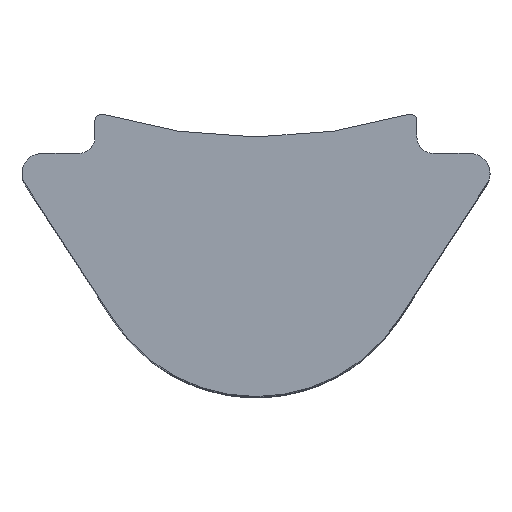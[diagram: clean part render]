
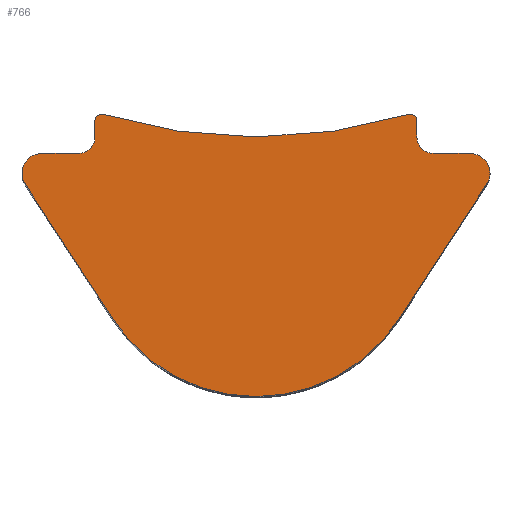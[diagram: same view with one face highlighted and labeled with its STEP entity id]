
A CAD part, top view. The second image highlights one B-rep face of the part: STEP entity #766.
In plain terms, the highlighted planar face has unit normal (0, 0, 1).
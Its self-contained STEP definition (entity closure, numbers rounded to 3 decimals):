
#30 = EDGE_LOOP ( 'NONE', ( #427, #430, #434, #437, #445, #446, #447, #448, #451, #452, #459, #461, #463, #464, #467 ) ) ;
#36 = AXIS2_PLACEMENT_3D ( 'NONE', #911, #119, #46 ) ;
#46 = DIRECTION ( 'NONE',  ( 1., 0., 0. ) ) ;
#52 = AXIS2_PLACEMENT_3D ( 'NONE', #741, #529, #798 ) ;
#67 = DIRECTION ( 'NONE',  ( 1., 0., 0. ) ) ;
#68 = VERTEX_POINT ( 'NONE', #345 ) ;
#75 = AXIS2_PLACEMENT_3D ( 'NONE', #791, #841, #890 ) ;
#89 = FACE_OUTER_BOUND ( 'NONE', #30, .T. ) ;
#92 = AXIS2_PLACEMENT_3D ( 'NONE', #654, #566, #560 ) ;
#102 = DIRECTION ( 'NONE',  ( 0., 0., 1. ) ) ;
#108 = CARTESIAN_POINT ( 'NONE',  ( 3.262, -0.9, 0. ) ) ;
#119 = DIRECTION ( 'NONE',  ( 0., 0., 1. ) ) ;
#124 = AXIS2_PLACEMENT_3D ( 'NONE', #318, #319, #725 ) ;
#128 = VECTOR ( 'NONE', #869, 1000. ) ;
#140 = CIRCLE ( 'NONE', #36, 0.3 ) ;
#141 = AXIS2_PLACEMENT_3D ( 'NONE', #243, #155, #167 ) ;
#144 = VECTOR ( 'NONE', #580, 1000. ) ;
#146 = LINE ( 'NONE', #921, #144 ) ;
#150 = LINE ( 'NONE', #867, #128 ) ;
#153 = CIRCLE ( 'NONE', #52, 0.25 ) ;
#155 = DIRECTION ( 'NONE',  ( 0., 0., -1. ) ) ;
#158 = VECTOR ( 'NONE', #189, 1000. ) ;
#160 = LINE ( 'NONE', #250, #158 ) ;
#167 = DIRECTION ( 'NONE',  ( 1., 0., 0. ) ) ;
#168 = AXIS2_PLACEMENT_3D ( 'NONE', #682, #681, #680 ) ;
#175 = CIRCLE ( 'NONE', #75, 8. ) ;
#176 = CARTESIAN_POINT ( 'NONE',  ( 0., -1.7, 0. ) ) ;
#184 = AXIS2_PLACEMENT_3D ( 'NONE', #176, #790, #889 ) ;
#189 = DIRECTION ( 'NONE',  ( 0., 1., 0. ) ) ;
#192 = CIRCLE ( 'NONE', #92, 0.1 ) ;
#193 = CARTESIAN_POINT ( 'NONE',  ( 2.45, -0.1, 0. ) ) ;
#197 = AXIS2_PLACEMENT_3D ( 'NONE', #108, #102, #67 ) ;
#217 = VECTOR ( 'NONE', #418, 1000. ) ;
#218 = CIRCLE ( 'NONE', #124, 0.1 ) ;
#223 = LINE ( 'NONE', #326, #217 ) ;
#225 = VERTEX_POINT ( 'NONE', #636 ) ;
#228 = CIRCLE ( 'NONE', #141, 0.25 ) ;
#232 = VECTOR ( 'NONE', #603, 1000. ) ;
#238 = LINE ( 'NONE', #617, #232 ) ;
#243 = CARTESIAN_POINT ( 'NONE',  ( -2.7, -0.35, 0. ) ) ;
#247 = CARTESIAN_POINT ( 'NONE',  ( -2.181, -3.116, 0. ) ) ;
#250 = CARTESIAN_POINT ( 'NONE',  ( 2.45, -0.1, 0. ) ) ;
#258 = CARTESIAN_POINT ( 'NONE',  ( -2.45, -0.35, 0. ) ) ;
#261 = VECTOR ( 'NONE', #875, 1000. ) ;
#262 = CIRCLE ( 'NONE', #168, 0.3 ) ;
#268 = LINE ( 'NONE', #878, #261 ) ;
#276 = CIRCLE ( 'NONE', #184, 2.6 ) ;
#291 = CIRCLE ( 'NONE', #197, 0.3 ) ;
#297 = CARTESIAN_POINT ( 'NONE',  ( 2.7, -0.6, 0. ) ) ;
#309 = EDGE_CURVE ( 'NONE', #892, #583, #291, .T. ) ;
#318 = CARTESIAN_POINT ( 'NONE',  ( 2.35, -0.1, 0. ) ) ;
#319 = DIRECTION ( 'NONE',  ( 0., 0., 1. ) ) ;
#326 = CARTESIAN_POINT ( 'NONE',  ( -2.45, -0.1, 0. ) ) ;
#333 = EDGE_CURVE ( 'NONE', #541, #565, #276, .T. ) ;
#345 = CARTESIAN_POINT ( 'NONE',  ( -3.262, -0.6, 0. ) ) ;
#375 = EDGE_CURVE ( 'NONE', #655, #541, #268, .T. ) ;
#391 = EDGE_CURVE ( 'NONE', #68, #655, #262, .T. ) ;
#415 = EDGE_CURVE ( 'NONE', #574, #68, #238, .T. ) ;
#418 = DIRECTION ( 'NONE',  ( 0., -1., 0. ) ) ;
#427 = ORIENTED_EDGE ( 'NONE', *, *, #333, .T. ) ;
#428 = EDGE_CURVE ( 'NONE', #589, #574, #228, .T. ) ;
#430 = ORIENTED_EDGE ( 'NONE', *, *, #602, .T. ) ;
#434 = ORIENTED_EDGE ( 'NONE', *, *, #309, .T. ) ;
#437 = ORIENTED_EDGE ( 'NONE', *, *, #599, .T. ) ;
#445 = ORIENTED_EDGE ( 'NONE', *, *, #572, .T. ) ;
#446 = ORIENTED_EDGE ( 'NONE', *, *, #554, .T. ) ;
#447 = ORIENTED_EDGE ( 'NONE', *, *, #526, .T. ) ;
#448 = ORIENTED_EDGE ( 'NONE', *, *, #456, .T. ) ;
#449 = EDGE_CURVE ( 'NONE', #717, #589, #223, .T. ) ;
#451 = ORIENTED_EDGE ( 'NONE', *, *, #501, .T. ) ;
#452 = ORIENTED_EDGE ( 'NONE', *, *, #484, .T. ) ;
#456 = EDGE_CURVE ( 'NONE', #924, #677, #218, .T. ) ;
#459 = ORIENTED_EDGE ( 'NONE', *, *, #449, .T. ) ;
#461 = ORIENTED_EDGE ( 'NONE', *, *, #428, .T. ) ;
#463 = ORIENTED_EDGE ( 'NONE', *, *, #415, .T. ) ;
#464 = ORIENTED_EDGE ( 'NONE', *, *, #391, .T. ) ;
#467 = ORIENTED_EDGE ( 'NONE', *, *, #375, .T. ) ;
#478 = CARTESIAN_POINT ( 'NONE',  ( -2.321, -0.004, 0. ) ) ;
#484 = EDGE_CURVE ( 'NONE', #581, #717, #192, .T. ) ;
#501 = EDGE_CURVE ( 'NONE', #677, #581, #175, .T. ) ;
#526 = EDGE_CURVE ( 'NONE', #897, #924, #160, .T. ) ;
#529 = DIRECTION ( 'NONE',  ( 0., 0., -1. ) ) ;
#541 = VERTEX_POINT ( 'NONE', #247 ) ;
#554 = EDGE_CURVE ( 'NONE', #588, #897, #153, .T. ) ;
#560 = DIRECTION ( 'NONE',  ( -1., 0., 0. ) ) ;
#565 = VERTEX_POINT ( 'NONE', #712 ) ;
#566 = DIRECTION ( 'NONE',  ( 0., 0., 1. ) ) ;
#572 = EDGE_CURVE ( 'NONE', #225, #588, #146, .T. ) ;
#574 = VERTEX_POINT ( 'NONE', #622 ) ;
#580 = DIRECTION ( 'NONE',  ( -1., 0., 0. ) ) ;
#581 = VERTEX_POINT ( 'NONE', #478 ) ;
#583 = VERTEX_POINT ( 'NONE', #927 ) ;
#588 = VERTEX_POINT ( 'NONE', #297 ) ;
#589 = VERTEX_POINT ( 'NONE', #258 ) ;
#599 = EDGE_CURVE ( 'NONE', #583, #225, #140, .T. ) ;
#602 = EDGE_CURVE ( 'NONE', #565, #892, #150, .T. ) ;
#603 = DIRECTION ( 'NONE',  ( -1., 0., 0. ) ) ;
#617 = CARTESIAN_POINT ( 'NONE',  ( -3.262, -0.6, 0. ) ) ;
#622 = CARTESIAN_POINT ( 'NONE',  ( -2.7, -0.6, 0. ) ) ;
#636 = CARTESIAN_POINT ( 'NONE',  ( 3.262, -0.6, 0. ) ) ;
#654 = CARTESIAN_POINT ( 'NONE',  ( -2.35, -0.1, 0. ) ) ;
#655 = VERTEX_POINT ( 'NONE', #755 ) ;
#677 = VERTEX_POINT ( 'NONE', #765 ) ;
#680 = DIRECTION ( 'NONE',  ( -1., 0., 0. ) ) ;
#681 = DIRECTION ( 'NONE',  ( 0., 0., 1. ) ) ;
#682 = CARTESIAN_POINT ( 'NONE',  ( -3.262, -0.9, 0. ) ) ;
#712 = CARTESIAN_POINT ( 'NONE',  ( 2.181, -3.116, 0. ) ) ;
#717 = VERTEX_POINT ( 'NONE', #918 ) ;
#725 = DIRECTION ( 'NONE',  ( 1., 0., 0. ) ) ;
#727 = DIRECTION ( 'NONE',  ( 1., 0., 0. ) ) ;
#728 = CARTESIAN_POINT ( 'NONE',  ( 3.514, -1.063, 0. ) ) ;
#741 = CARTESIAN_POINT ( 'NONE',  ( 2.7, -0.35, 0. ) ) ;
#748 = CARTESIAN_POINT ( 'NONE',  ( 2.45, -0.35, 0. ) ) ;
#755 = CARTESIAN_POINT ( 'NONE',  ( -3.514, -1.063, 0. ) ) ;
#765 = CARTESIAN_POINT ( 'NONE',  ( 2.321, -0.004, 0. ) ) ;
#766 = ADVANCED_FACE ( 'NONE', ( #89 ), #785, .T. ) ;
#777 = DIRECTION ( 'NONE',  ( 0., 0., 1. ) ) ;
#781 = CARTESIAN_POINT ( 'NONE',  ( 0., -1.7, 0. ) ) ;
#785 = PLANE ( 'NONE',  #876 ) ;
#790 = DIRECTION ( 'NONE',  ( 0., 0., 1. ) ) ;
#791 = CARTESIAN_POINT ( 'NONE',  ( 0., 7.652, 0. ) ) ;
#798 = DIRECTION ( 'NONE',  ( -1., 0., 0. ) ) ;
#841 = DIRECTION ( 'NONE',  ( 0., 0., -1. ) ) ;
#867 = CARTESIAN_POINT ( 'NONE',  ( 2.181, -3.116, 0. ) ) ;
#869 = DIRECTION ( 'NONE',  ( 0.545, 0.839, 0. ) ) ;
#875 = DIRECTION ( 'NONE',  ( 0.545, -0.839, 0. ) ) ;
#876 = AXIS2_PLACEMENT_3D ( 'NONE', #781, #777, #727 ) ;
#878 = CARTESIAN_POINT ( 'NONE',  ( -2.181, -3.116, 0. ) ) ;
#889 = DIRECTION ( 'NONE',  ( 1., 0., 0. ) ) ;
#890 = DIRECTION ( 'NONE',  ( 1., 0., 0. ) ) ;
#892 = VERTEX_POINT ( 'NONE', #728 ) ;
#897 = VERTEX_POINT ( 'NONE', #748 ) ;
#911 = CARTESIAN_POINT ( 'NONE',  ( 3.262, -0.9, 0. ) ) ;
#918 = CARTESIAN_POINT ( 'NONE',  ( -2.45, -0.1, 0. ) ) ;
#921 = CARTESIAN_POINT ( 'NONE',  ( 3.262, -0.6, 0. ) ) ;
#924 = VERTEX_POINT ( 'NONE', #193 ) ;
#927 = CARTESIAN_POINT ( 'NONE',  ( 3.562, -0.9, 0. ) ) ;
